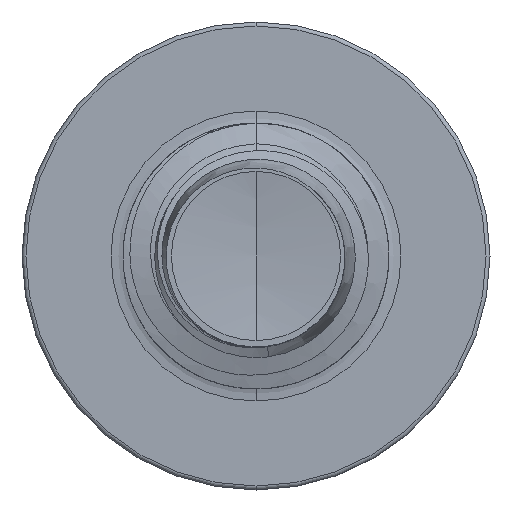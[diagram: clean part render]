
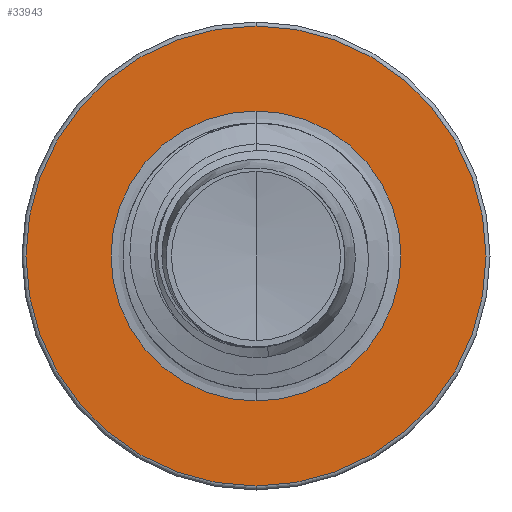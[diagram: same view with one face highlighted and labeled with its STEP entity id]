
A CAD part, front view. The second image highlights one B-rep face of the part: STEP entity #33943.
In plain terms, the highlighted planar face has unit normal (0, -1, 0).
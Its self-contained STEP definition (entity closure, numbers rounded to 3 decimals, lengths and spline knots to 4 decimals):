
#247 = DIRECTION ( 'NONE',  ( 0., 0., 1. ) ) ;
#671 = DIRECTION ( 'NONE',  ( 0., 1., 0. ) ) ;
#1069 = CARTESIAN_POINT ( 'NONE',  ( 0., 15., 0. ) ) ;
#1480 = VERTEX_POINT ( 'NONE', #30298 ) ;
#1721 = CARTESIAN_POINT ( 'NONE',  ( 0., 15., 0. ) ) ;
#2069 = AXIS2_PLACEMENT_3D ( 'NONE', #1069, #671, #247 ) ;
#3292 = EDGE_CURVE ( 'NONE', #17117, #1480, #27802, .T. ) ;
#3948 = ORIENTED_EDGE ( 'NONE', *, *, #34975, .T. ) ;
#4814 = DIRECTION ( 'NONE',  ( 0., 0., 1. ) ) ;
#5799 = EDGE_LOOP ( 'NONE', ( #17328, #30938 ) ) ;
#7260 = PLANE ( 'NONE',  #15093 ) ;
#9790 = CARTESIAN_POINT ( 'NONE',  ( 0., 15., -1.3632 ) ) ;
#10265 = DIRECTION ( 'NONE',  ( 0., 1., 0. ) ) ;
#11757 = CARTESIAN_POINT ( 'NONE',  ( 0., 15., -1.3632 ) ) ;
#15093 = AXIS2_PLACEMENT_3D ( 'NONE', #9790, #31231, #15792 ) ;
#15156 = VERTEX_POINT ( 'NONE', #11757 ) ;
#15792 = DIRECTION ( 'NONE',  ( 0., 0., 1. ) ) ;
#15891 = CARTESIAN_POINT ( 'NONE',  ( 0., 15., 0. ) ) ;
#15959 = VERTEX_POINT ( 'NONE', #21428 ) ;
#16241 = CIRCLE ( 'NONE', #27576, 1.3632 ) ;
#17117 = VERTEX_POINT ( 'NONE', #25255 ) ;
#17328 = ORIENTED_EDGE ( 'NONE', *, *, #3292, .F. ) ;
#18615 = DIRECTION ( 'NONE',  ( 0., 0., 1. ) ) ;
#20439 = AXIS2_PLACEMENT_3D ( 'NONE', #1721, #21486, #4814 ) ;
#21428 = CARTESIAN_POINT ( 'NONE',  ( 0., 15., 1.3632 ) ) ;
#21486 = DIRECTION ( 'NONE',  ( 0., 1., 0. ) ) ;
#24007 = FACE_OUTER_BOUND ( 'NONE', #5799, .T. ) ;
#25078 = ORIENTED_EDGE ( 'NONE', *, *, #28112, .T. ) ;
#25255 = CARTESIAN_POINT ( 'NONE',  ( 0., 15., 2.1625 ) ) ;
#25647 = FACE_BOUND ( 'NONE', #29726, .T. ) ;
#26287 = CARTESIAN_POINT ( 'NONE',  ( 0., 15., 0. ) ) ;
#27576 = AXIS2_PLACEMENT_3D ( 'NONE', #26287, #10265, #28813 ) ;
#27802 = CIRCLE ( 'NONE', #2069, 2.1625 ) ;
#28112 = EDGE_CURVE ( 'NONE', #15959, #15156, #16241, .T. ) ;
#28151 = EDGE_CURVE ( 'NONE', #1480, #17117, #30021, .T. ) ;
#28813 = DIRECTION ( 'NONE',  ( 0., 0., 1. ) ) ;
#29726 = EDGE_LOOP ( 'NONE', ( #25078, #3948 ) ) ;
#30021 = CIRCLE ( 'NONE', #32653, 2.1625 ) ;
#30298 = CARTESIAN_POINT ( 'NONE',  ( 0., 15., -2.1625 ) ) ;
#30938 = ORIENTED_EDGE ( 'NONE', *, *, #28151, .F. ) ;
#31231 = DIRECTION ( 'NONE',  ( 0., 1., 0. ) ) ;
#32653 = AXIS2_PLACEMENT_3D ( 'NONE', #15891, #33963, #18615 ) ;
#33943 = ADVANCED_FACE ( 'NONE', ( #24007, #25647 ), #7260, .F. ) ;
#33963 = DIRECTION ( 'NONE',  ( 0., 1., 0. ) ) ;
#34975 = EDGE_CURVE ( 'NONE', #15156, #15959, #35292, .T. ) ;
#35292 = CIRCLE ( 'NONE', #20439, 1.3632 ) ;
